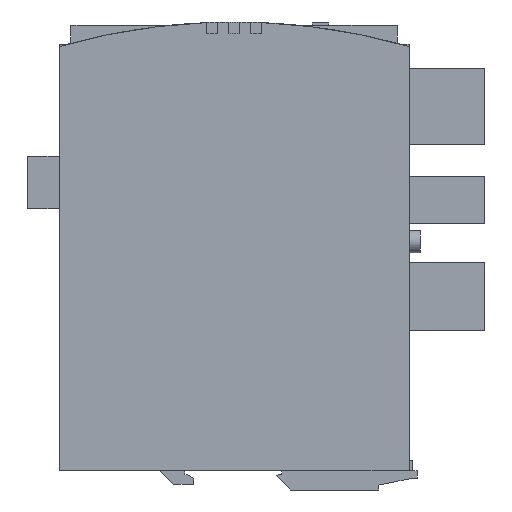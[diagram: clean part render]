
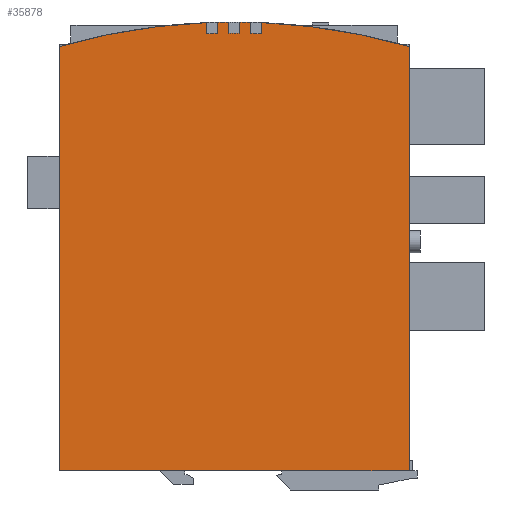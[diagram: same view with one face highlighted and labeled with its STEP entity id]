
A CAD part, left-side view. The second image highlights one B-rep face of the part: STEP entity #35878.
In plain terms, the highlighted planar face has unit normal (-1, 0, 0).
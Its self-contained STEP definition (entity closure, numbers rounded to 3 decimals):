
#379 = VERTEX_POINT ( 'NONE', #12967 ) ;
#424 = CIRCLE ( 'NONE', #34420, 230. ) ;
#426 = CIRCLE ( 'NONE', #6528, 230. ) ;
#435 = DIRECTION ( 'NONE',  ( 0., 0., -1. ) ) ;
#1010 = CARTESIAN_POINT ( 'NONE',  ( -20., 0., -210. ) ) ;
#1099 = AXIS2_PLACEMENT_3D ( 'NONE', #14845, #30824, #30617 ) ;
#1184 = DIRECTION ( 'NONE',  ( 1., 0., 0. ) ) ;
#1191 = DIRECTION ( 'NONE',  ( 0., 0., -1. ) ) ;
#1219 = DIRECTION ( 'NONE',  ( 0., 0., -1. ) ) ;
#1255 = CARTESIAN_POINT ( 'NONE',  ( -20., -2., 15.991 ) ) ;
#1412 = VERTEX_POINT ( 'NONE', #6480 ) ;
#1712 = ORIENTED_EDGE ( 'NONE', *, *, #24433, .F. ) ;
#2247 = EDGE_CURVE ( 'NONE', #1412, #14131, #30577, .T. ) ;
#2838 = ORIENTED_EDGE ( 'NONE', *, *, #2851, .F. ) ;
#2843 = VERTEX_POINT ( 'NONE', #15604 ) ;
#2851 = EDGE_CURVE ( 'NONE', #25633, #21275, #34991, .T. ) ;
#3454 = VECTOR ( 'NONE', #19581, 1000. ) ;
#3821 = CARTESIAN_POINT ( 'NONE',  ( -20., 10., 15.779 ) ) ;
#4825 = EDGE_CURVE ( 'NONE', #7254, #1412, #36991, .T. ) ;
#5134 = EDGE_CURVE ( 'NONE', #36381, #14243, #26804, .T. ) ;
#5138 = EDGE_CURVE ( 'NONE', #39696, #30758, #34955, .T. ) ;
#5814 = CARTESIAN_POINT ( 'NONE',  ( -20., -63.25, -142.2 ) ) ;
#5982 = CARTESIAN_POINT ( 'NONE',  ( -20., 6., 15.92 ) ) ;
#6040 = ORIENTED_EDGE ( 'NONE', *, *, #39743, .F. ) ;
#6194 = DIRECTION ( 'NONE',  ( 0., 0., 1. ) ) ;
#6457 = DIRECTION ( 'NONE',  ( 1., 0., 0. ) ) ;
#6480 = CARTESIAN_POINT ( 'NONE',  ( -20., 10., 19.783 ) ) ;
#6528 = AXIS2_PLACEMENT_3D ( 'NONE', #1010, #18040, #17185 ) ;
#6599 = VECTOR ( 'NONE', #1219, 1000. ) ;
#6609 = PLANE ( 'NONE',  #35597 ) ;
#7082 = EDGE_CURVE ( 'NONE', #27503, #11137, #426, .T. ) ;
#7254 = VERTEX_POINT ( 'NONE', #18455 ) ;
#7293 = ORIENTED_EDGE ( 'NONE', *, *, #4825, .F. ) ;
#8248 = DIRECTION ( 'NONE',  ( 0., 0., 1. ) ) ;
#9324 = VERTEX_POINT ( 'NONE', #42014 ) ;
#9987 = ORIENTED_EDGE ( 'NONE', *, *, #36952, .F. ) ;
#10341 = DIRECTION ( 'NONE',  ( 0., 0., 1. ) ) ;
#10655 = VECTOR ( 'NONE', #27379, 1000. ) ;
#11137 = VERTEX_POINT ( 'NONE', #35749 ) ;
#11155 = CIRCLE ( 'NONE', #40397, 230. ) ;
#11652 = CARTESIAN_POINT ( 'NONE',  ( -20., 63.25, -142.2 ) ) ;
#11805 = DIRECTION ( 'NONE',  ( 1., 0., 0. ) ) ;
#11826 = CARTESIAN_POINT ( 'NONE',  ( -20., 10., 15.779 ) ) ;
#11829 = DIRECTION ( 'NONE',  ( 0., 0., -1. ) ) ;
#12040 = LINE ( 'NONE', #24821, #10655 ) ;
#12089 = ORIENTED_EDGE ( 'NONE', *, *, #26970, .F. ) ;
#12967 = CARTESIAN_POINT ( 'NONE',  ( -20., -10., 15.779 ) ) ;
#13211 = FACE_OUTER_BOUND ( 'NONE', #31693, .T. ) ;
#13594 = AXIS2_PLACEMENT_3D ( 'NONE', #30361, #23757, #14604 ) ;
#13599 = CARTESIAN_POINT ( 'NONE',  ( -20., -10., 15.779 ) ) ;
#14131 = VERTEX_POINT ( 'NONE', #3821 ) ;
#14243 = VERTEX_POINT ( 'NONE', #1255 ) ;
#14604 = DIRECTION ( 'NONE',  ( 0., 0., 1. ) ) ;
#14757 = DIRECTION ( 'NONE',  ( 1., 0., 0. ) ) ;
#14845 = CARTESIAN_POINT ( 'NONE',  ( -20., 0., -210. ) ) ;
#14926 = EDGE_CURVE ( 'NONE', #9324, #15711, #35791, .T. ) ;
#15022 = CARTESIAN_POINT ( 'NONE',  ( -20., -6., 15.92 ) ) ;
#15604 = CARTESIAN_POINT ( 'NONE',  ( -20., -10., 19.783 ) ) ;
#15711 = VERTEX_POINT ( 'NONE', #16467 ) ;
#16467 = CARTESIAN_POINT ( 'NONE',  ( -20., 2., 15.991 ) ) ;
#16502 = VECTOR ( 'NONE', #11829, 1000. ) ;
#16592 = CARTESIAN_POINT ( 'NONE',  ( -20., -63.25, 11.132 ) ) ;
#16599 = AXIS2_PLACEMENT_3D ( 'NONE', #28609, #6457, #19445 ) ;
#16724 = VERTEX_POINT ( 'NONE', #11652 ) ;
#17185 = DIRECTION ( 'NONE',  ( 0., 0., -1. ) ) ;
#18040 = DIRECTION ( 'NONE',  ( 1., 0., 0. ) ) ;
#18167 = DIRECTION ( 'NONE',  ( 0., 0., -1. ) ) ;
#18455 = CARTESIAN_POINT ( 'NONE',  ( -20., 63.25, 11.132 ) ) ;
#18458 = CARTESIAN_POINT ( 'NONE',  ( -20., 6., 19.922 ) ) ;
#18634 = AXIS2_PLACEMENT_3D ( 'NONE', #24946, #35159, #22163 ) ;
#18643 = VECTOR ( 'NONE', #31791, 1000. ) ;
#19445 = DIRECTION ( 'NONE',  ( 0., 0., -1. ) ) ;
#19581 = DIRECTION ( 'NONE',  ( 0., 0., 1. ) ) ;
#19711 = CIRCLE ( 'NONE', #13594, 226. ) ;
#20787 = CARTESIAN_POINT ( 'NONE',  ( -20., -63.25, -142.2 ) ) ;
#20811 = CARTESIAN_POINT ( 'NONE',  ( -20., -2., 15.991 ) ) ;
#21275 = VERTEX_POINT ( 'NONE', #20787 ) ;
#21605 = CARTESIAN_POINT ( 'NONE',  ( -20., -2., 19.991 ) ) ;
#21810 = DIRECTION ( 'NONE',  ( 1., 0., 0. ) ) ;
#22163 = DIRECTION ( 'NONE',  ( 0., 0., 1. ) ) ;
#23194 = CARTESIAN_POINT ( 'NONE',  ( -20., 63.25, -142.2 ) ) ;
#23757 = DIRECTION ( 'NONE',  ( 1., 0., 0. ) ) ;
#23996 = CARTESIAN_POINT ( 'NONE',  ( -20., 2., 15.991 ) ) ;
#24045 = VECTOR ( 'NONE', #1191, 1000. ) ;
#24178 = CARTESIAN_POINT ( 'NONE',  ( -20., 0., -210. ) ) ;
#24433 = EDGE_CURVE ( 'NONE', #379, #2843, #36592, .T. ) ;
#24609 = CARTESIAN_POINT ( 'NONE',  ( -20., 6., 15.92 ) ) ;
#24821 = CARTESIAN_POINT ( 'NONE',  ( -20., 63.25, -142.2 ) ) ;
#24946 = CARTESIAN_POINT ( 'NONE',  ( -20., 0., -210. ) ) ;
#25633 = VERTEX_POINT ( 'NONE', #16592 ) ;
#25829 = VERTEX_POINT ( 'NONE', #38917 ) ;
#25964 = CIRCLE ( 'NONE', #41595, 226. ) ;
#26201 = CARTESIAN_POINT ( 'NONE',  ( -20., 0., -210. ) ) ;
#26272 = CIRCLE ( 'NONE', #1099, 226. ) ;
#26804 = CIRCLE ( 'NONE', #18634, 226. ) ;
#26970 = EDGE_CURVE ( 'NONE', #14243, #27503, #34032, .T. ) ;
#26985 = EDGE_CURVE ( 'NONE', #15711, #36381, #26272, .T. ) ;
#27003 = DIRECTION ( 'NONE',  ( 0., 0., 1. ) ) ;
#27379 = DIRECTION ( 'NONE',  ( 0., 1., 0. ) ) ;
#27503 = VERTEX_POINT ( 'NONE', #21605 ) ;
#28178 = VECTOR ( 'NONE', #6194, 1000. ) ;
#28521 = EDGE_CURVE ( 'NONE', #25829, #379, #19711, .T. ) ;
#28609 = CARTESIAN_POINT ( 'NONE',  ( -20., 0., -210. ) ) ;
#28668 = ORIENTED_EDGE ( 'NONE', *, *, #33475, .F. ) ;
#29540 = ORIENTED_EDGE ( 'NONE', *, *, #26985, .F. ) ;
#29552 = EDGE_CURVE ( 'NONE', #16724, #7254, #32789, .T. ) ;
#29754 = CARTESIAN_POINT ( 'NONE',  ( -20., 0., 16. ) ) ;
#30361 = CARTESIAN_POINT ( 'NONE',  ( -20., 0., -210. ) ) ;
#30577 = LINE ( 'NONE', #11826, #24045 ) ;
#30617 = DIRECTION ( 'NONE',  ( 0., 0., 1. ) ) ;
#30758 = VERTEX_POINT ( 'NONE', #18458 ) ;
#30824 = DIRECTION ( 'NONE',  ( 1., 0., 0. ) ) ;
#31196 = ORIENTED_EDGE ( 'NONE', *, *, #5138, .F. ) ;
#31693 = EDGE_LOOP ( 'NONE', ( #40362, #40179, #7293, #41928, #6040, #2838, #42085, #1712, #41194, #28668, #38989, #12089, #40223, #29540, #40360, #9987, #31196 ) ) ;
#31791 = DIRECTION ( 'NONE',  ( 0., 0., -1. ) ) ;
#32251 = EDGE_CURVE ( 'NONE', #14131, #39696, #25964, .T. ) ;
#32789 = LINE ( 'NONE', #23194, #3454 ) ;
#33475 = EDGE_CURVE ( 'NONE', #11137, #25829, #41002, .T. ) ;
#33526 = VECTOR ( 'NONE', #27003, 1000. ) ;
#34032 = LINE ( 'NONE', #20811, #36455 ) ;
#34389 = CARTESIAN_POINT ( 'NONE',  ( -20., 0., -210. ) ) ;
#34420 = AXIS2_PLACEMENT_3D ( 'NONE', #36913, #14757, #18167 ) ;
#34955 = LINE ( 'NONE', #5982, #28178 ) ;
#34991 = LINE ( 'NONE', #5814, #18643 ) ;
#35159 = DIRECTION ( 'NONE',  ( 1., 0., 0. ) ) ;
#35597 = AXIS2_PLACEMENT_3D ( 'NONE', #26201, #21810, #435 ) ;
#35749 = CARTESIAN_POINT ( 'NONE',  ( -20., -6., 19.922 ) ) ;
#35791 = LINE ( 'NONE', #23996, #6599 ) ;
#35878 = ADVANCED_FACE ( 'NONE', ( #13211 ), #6609, .F. ) ;
#36381 = VERTEX_POINT ( 'NONE', #29754 ) ;
#36455 = VECTOR ( 'NONE', #8248, 1000. ) ;
#36592 = LINE ( 'NONE', #13599, #33526 ) ;
#36913 = CARTESIAN_POINT ( 'NONE',  ( -20., 0., -210. ) ) ;
#36952 = EDGE_CURVE ( 'NONE', #30758, #9324, #11155, .T. ) ;
#36991 = CIRCLE ( 'NONE', #16599, 230. ) ;
#38895 = EDGE_CURVE ( 'NONE', #2843, #25633, #424, .T. ) ;
#38917 = CARTESIAN_POINT ( 'NONE',  ( -20., -6., 15.92 ) ) ;
#38989 = ORIENTED_EDGE ( 'NONE', *, *, #7082, .F. ) ;
#39696 = VERTEX_POINT ( 'NONE', #24609 ) ;
#39743 = EDGE_CURVE ( 'NONE', #21275, #16724, #12040, .T. ) ;
#40179 = ORIENTED_EDGE ( 'NONE', *, *, #2247, .F. ) ;
#40223 = ORIENTED_EDGE ( 'NONE', *, *, #5134, .F. ) ;
#40360 = ORIENTED_EDGE ( 'NONE', *, *, #14926, .F. ) ;
#40362 = ORIENTED_EDGE ( 'NONE', *, *, #32251, .F. ) ;
#40397 = AXIS2_PLACEMENT_3D ( 'NONE', #34389, #11805, #40563 ) ;
#40563 = DIRECTION ( 'NONE',  ( 0., 0., -1. ) ) ;
#41002 = LINE ( 'NONE', #15022, #16502 ) ;
#41194 = ORIENTED_EDGE ( 'NONE', *, *, #28521, .F. ) ;
#41595 = AXIS2_PLACEMENT_3D ( 'NONE', #24178, #1184, #10341 ) ;
#41928 = ORIENTED_EDGE ( 'NONE', *, *, #29552, .F. ) ;
#42014 = CARTESIAN_POINT ( 'NONE',  ( -20., 2., 19.991 ) ) ;
#42085 = ORIENTED_EDGE ( 'NONE', *, *, #38895, .F. ) ;
